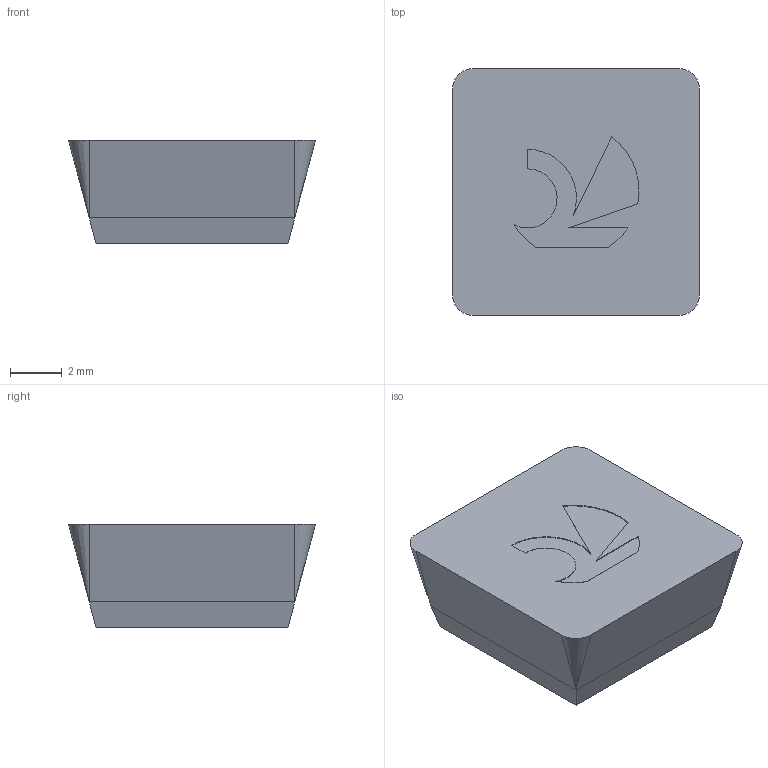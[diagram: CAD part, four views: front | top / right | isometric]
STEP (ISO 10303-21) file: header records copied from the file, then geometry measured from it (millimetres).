
FILE_DESCRIPTION(('no description'),'unknown implementation level');
FILE_NAME('solid5Il8nEsb5iYQs1Au7_RtNmMnNrA_1.STP',' ',('CIM GmbH Aachen'),('CADClick - KiM GmbH - www.kimweb.de'),'unknown preprocess','ACIS','unknown authorization');
FILE_SCHEMA(('automotive_design'));
Length unit declared in the file: millimetre
Products named in the file (1): 1
Bounding box: 9.52 x 9.52 x 3.97 mm (x, y, z)
Volume: 284.5 mm3; surface area: 282.4 mm2
Topology: 1 solids, 1 shells, 26 faces, 65 edges, 38 vertices
Faces by surface type: plane 16, cylinder 6, cone 4
Entity records: 1474 total; most frequent: DIRECTION 135, CARTESIAN_POINT 128, STYLED_ITEM 126, PRESENTATION_STYLE_ASSIGNMENT 126, COLOUR_RGB 126, ORIENTED_EDGE 122, EDGE_CURVE 61, CURVE_STYLE 61
